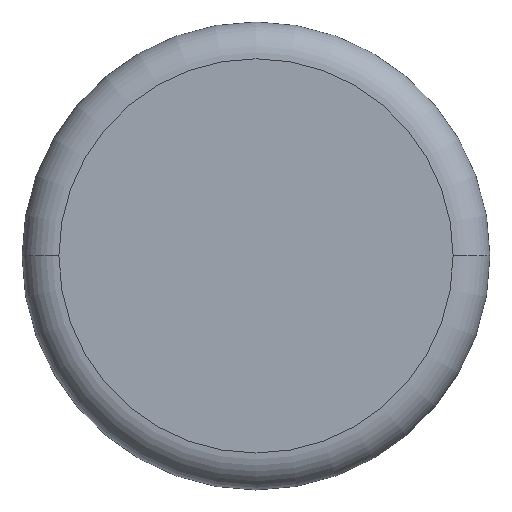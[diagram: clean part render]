
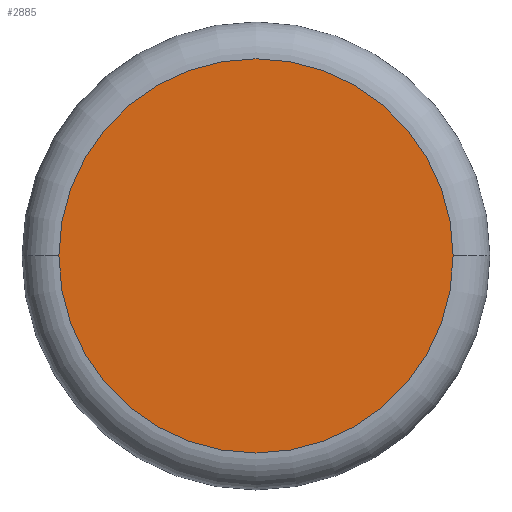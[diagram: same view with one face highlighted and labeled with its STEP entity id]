
A CAD part, top view. The second image highlights one B-rep face of the part: STEP entity #2885.
In plain terms, the highlighted planar face has unit normal (0, 0, 1).
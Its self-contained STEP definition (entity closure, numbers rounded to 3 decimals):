
#266 = EDGE_LOOP ( 'NONE', ( #3970, #4876 ) ) ;
#449 = CIRCLE ( 'NONE', #5537, 26.75 ) ;
#1222 = CARTESIAN_POINT ( 'NONE',  ( 0., 0., 13. ) ) ;
#1261 = DIRECTION ( 'NONE',  ( 1., 0., 0. ) ) ;
#1691 = PLANE ( 'NONE',  #6921 ) ;
#2012 = CARTESIAN_POINT ( 'NONE',  ( 0., 0., 13. ) ) ;
#2316 = CARTESIAN_POINT ( 'NONE',  ( -26.75, 0., 13. ) ) ;
#2349 = DIRECTION ( 'NONE',  ( 0., 0., 1. ) ) ;
#2356 = DIRECTION ( 'NONE',  ( 0., 0., 1. ) ) ;
#2376 = EDGE_CURVE ( 'NONE', #2541, #4409, #5390, .T. ) ;
#2541 = VERTEX_POINT ( 'NONE', #5810 ) ;
#2885 = ADVANCED_FACE ( 'NONE', ( #5691 ), #1691, .T. ) ;
#3501 = DIRECTION ( 'NONE',  ( 1., 0., 0. ) ) ;
#3946 = CARTESIAN_POINT ( 'NONE',  ( 0., 0., 13. ) ) ;
#3970 = ORIENTED_EDGE ( 'NONE', *, *, #2376, .T. ) ;
#4409 = VERTEX_POINT ( 'NONE', #2316 ) ;
#4610 = EDGE_CURVE ( 'NONE', #4409, #2541, #449, .T. ) ;
#4876 = ORIENTED_EDGE ( 'NONE', *, *, #4610, .T. ) ;
#5390 = CIRCLE ( 'NONE', #6205, 26.75 ) ;
#5537 = AXIS2_PLACEMENT_3D ( 'NONE', #2012, #7076, #6481 ) ;
#5691 = FACE_OUTER_BOUND ( 'NONE', #266, .T. ) ;
#5810 = CARTESIAN_POINT ( 'NONE',  ( 26.75, 0., 13. ) ) ;
#6205 = AXIS2_PLACEMENT_3D ( 'NONE', #1222, #2356, #1261 ) ;
#6481 = DIRECTION ( 'NONE',  ( 1., 0., 0. ) ) ;
#6921 = AXIS2_PLACEMENT_3D ( 'NONE', #3946, #2349, #3501 ) ;
#7076 = DIRECTION ( 'NONE',  ( 0., 0., 1. ) ) ;
